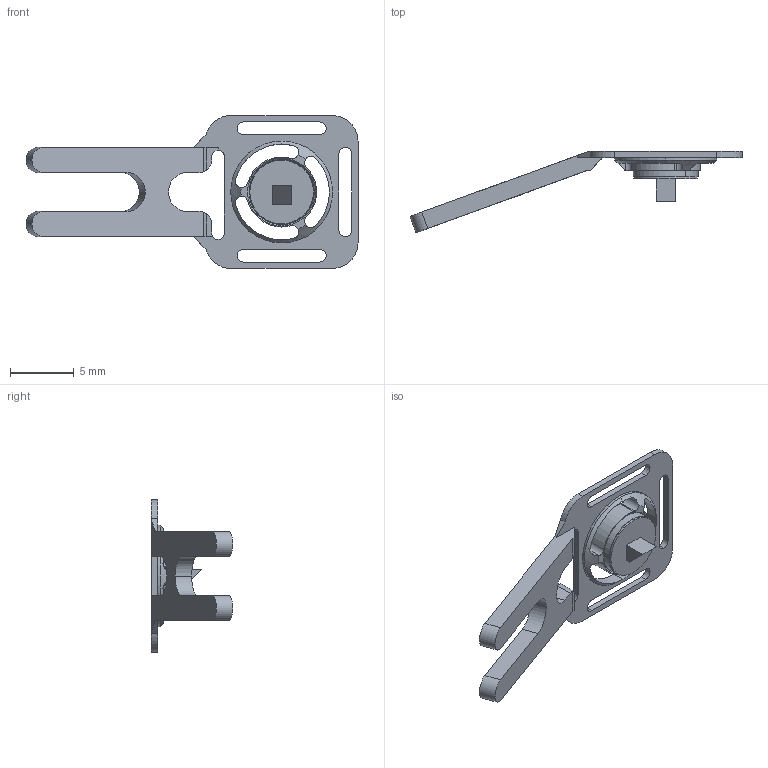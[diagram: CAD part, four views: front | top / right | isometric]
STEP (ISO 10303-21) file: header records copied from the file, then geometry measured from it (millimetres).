
FILE_DESCRIPTION (( 'STEP AP203' ), '1' );
FILE_NAME ('Prism Assemby and headbar.STEP', '2021-07-30T12:37:30', ( '' ), ( '' ), 'SwSTEP 2.0', 'SolidWorks 2020', '' );
FILE_SCHEMA (( 'CONFIG_CONTROL_DESIGN' ));
Length unit declared in the file: inch
Products named in the file (4): Prism assemble; Prism Assemby and headbar; HeadBar_MEC_5mm; 5mm cannular -2
Assembly tree (3 placements, depth 2):
  Prism Assemby and headbar
    Prism assemble
    5mm cannular -2
    HeadBar_MEC_5mm
Bounding box: 26.08 x 6.42 x 12 mm (x, y, z)
Volume: 146.2 mm3; surface area: 608.7 mm2
Topology: 3 solids, 3 shells, 92 faces, 260 edges, 171 vertices
Faces by surface type: cylinder 48, plane 38, cone 6
Entity records: 3510 total; most frequent: CARTESIAN_POINT 608, DIRECTION 544, ORIENTED_EDGE 520, EDGE_CURVE 260, AXIS2_PLACEMENT_3D 201, VERTEX_POINT 171, LINE 142, VECTOR 142
